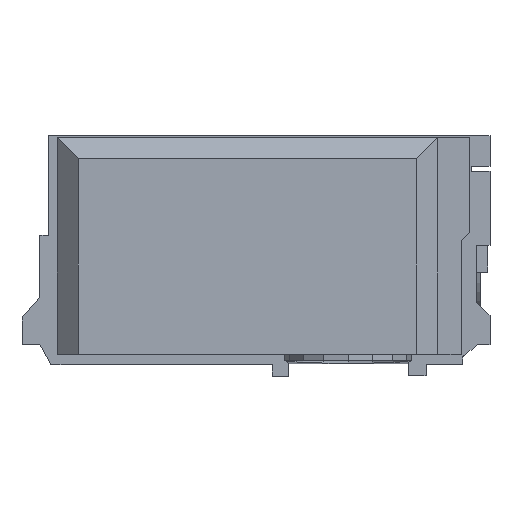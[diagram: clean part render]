
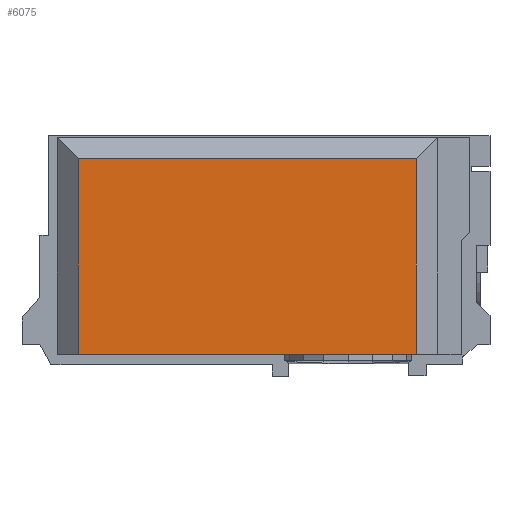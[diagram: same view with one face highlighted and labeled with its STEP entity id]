
A CAD part, top view. The second image highlights one B-rep face of the part: STEP entity #6075.
In plain terms, the highlighted planar face has unit normal (0, 0, 1).
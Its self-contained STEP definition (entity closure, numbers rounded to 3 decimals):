
#255=PLANE('',#6536);
#493=FACE_OUTER_BOUND('',#867,.T.);
#867=EDGE_LOOP('',(#4325,#4326,#4327,#4328));
#1380=LINE('',#9182,#1977);
#1383=LINE('',#9187,#1980);
#1385=LINE('',#9191,#1982);
#1387=LINE('',#9194,#1984);
#1977=VECTOR('',#7282,10.);
#1980=VECTOR('',#7287,10.);
#1982=VECTOR('',#7291,10.);
#1984=VECTOR('',#7295,10.);
#2823=VERTEX_POINT('',#9179);
#2824=VERTEX_POINT('',#9181);
#2825=VERTEX_POINT('',#9186);
#2826=VERTEX_POINT('',#9190);
#3404=EDGE_CURVE('',#2823,#2824,#1380,.T.);
#3407=EDGE_CURVE('',#2824,#2825,#1383,.T.);
#3409=EDGE_CURVE('',#2825,#2826,#1385,.T.);
#3411=EDGE_CURVE('',#2823,#2826,#1387,.T.);
#4325=ORIENTED_EDGE('',*,*,#3409,.F.);
#4326=ORIENTED_EDGE('',*,*,#3407,.F.);
#4327=ORIENTED_EDGE('',*,*,#3404,.F.);
#4328=ORIENTED_EDGE('',*,*,#3411,.T.);
#6075=ADVANCED_FACE('',(#493),#255,.T.);
#6536=AXIS2_PLACEMENT_3D('',#9193,#7293,#7294);
#7282=DIRECTION('',(0.,1.,0.));
#7287=DIRECTION('',(1.,0.,0.));
#7291=DIRECTION('',(0.,-1.,0.));
#7293=DIRECTION('center_axis',(0.,0.,1.));
#7294=DIRECTION('ref_axis',(1.,0.,0.));
#7295=DIRECTION('',(1.,0.,0.));
#9179=CARTESIAN_POINT('',(-55.75,-35.75,50.));
#9181=CARTESIAN_POINT('',(-55.75,28.75,50.));
#9182=CARTESIAN_POINT('',(-55.75,17.875,50.));
#9186=CARTESIAN_POINT('',(55.75,28.75,50.));
#9187=CARTESIAN_POINT('',(31.375,28.75,50.));
#9190=CARTESIAN_POINT('',(55.75,-35.75,50.));
#9191=CARTESIAN_POINT('',(55.75,-17.875,50.));
#9193=CARTESIAN_POINT('Origin',(0.,0.,
50.));
#9194=CARTESIAN_POINT('',(62.75,-35.75,50.));
